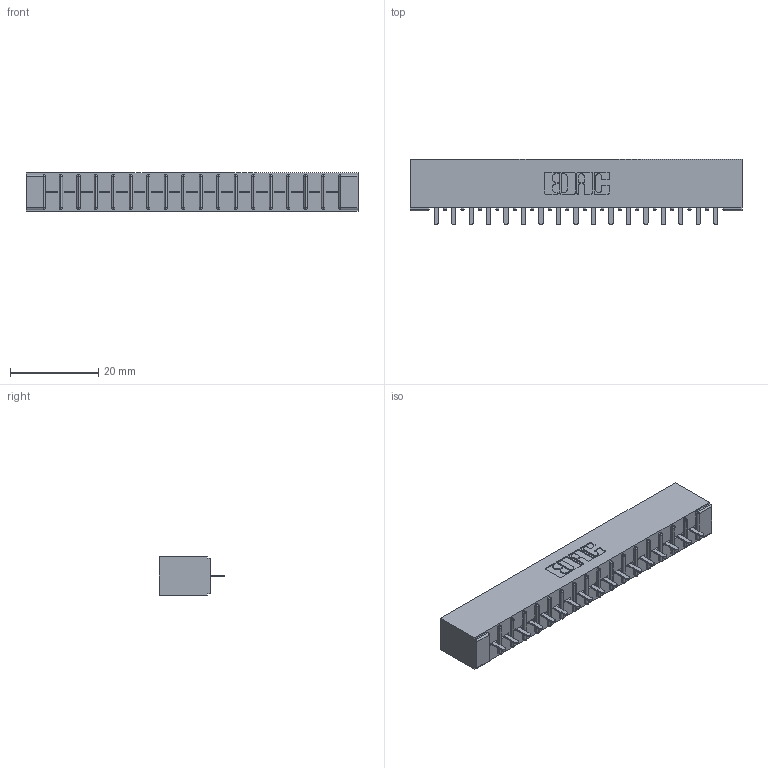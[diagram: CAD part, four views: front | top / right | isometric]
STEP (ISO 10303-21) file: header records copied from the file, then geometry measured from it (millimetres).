
FILE_DESCRIPTION (( 'STEP AP203' ), '1' );
FILE_NAME ('316-017-521-101.STEP', '2018-07-31T01:09:33', ( '' ), ( '' ), 'SwSTEP 2.0', 'SolidWorks 2016', '' );
FILE_SCHEMA (( 'CONFIG_CONTROL_DESIGN' ));
Length unit declared in the file: inch
Products named in the file (3): 306 Part_No Mounting; 306-290-001_121; 316-017-521-101
Assembly tree (18 placements, depth 2):
  316-017-521-101
    306 Part_No Mounting
    306-290-001_121  x17
Bounding box: 75.23 x 14.88 x 8.71 mm (x, y, z)
Volume: 5382.2 mm3; surface area: 7931.1 mm2
Topology: 18 solids, 18 shells, 1298 faces, 3641 edges, 2334 vertices
Faces by surface type: plane 863, cylinder 367, sphere 68
Entity records: 18770 total; most frequent: CARTESIAN_POINT 3146, ORIENTED_EDGE 3114, DIRECTION 3105, EDGE_CURVE 1557, LINE 1207, VECTOR 1207, VERTEX_POINT 990, AXIS2_PLACEMENT_3D 949
